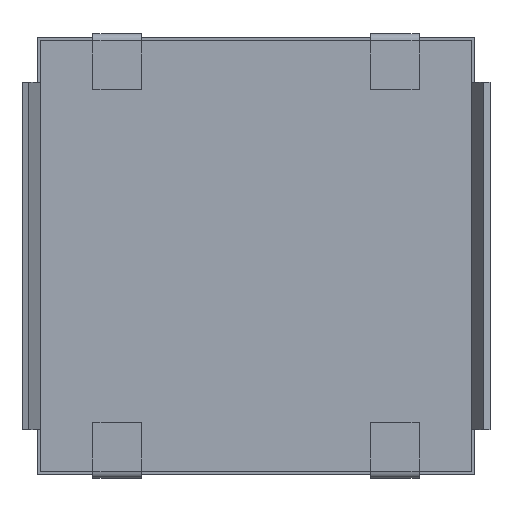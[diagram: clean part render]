
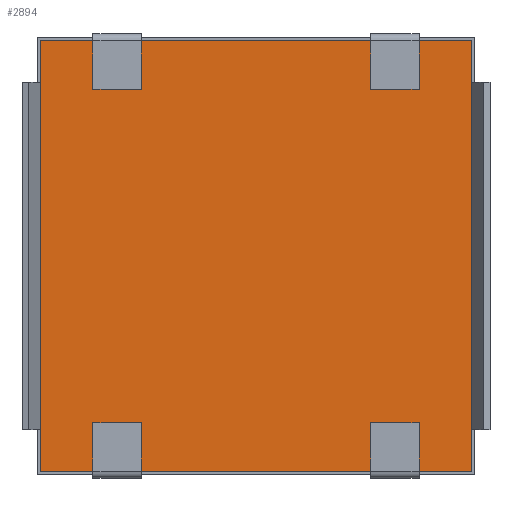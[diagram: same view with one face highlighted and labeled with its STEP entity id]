
A CAD part, front view. The second image highlights one B-rep face of the part: STEP entity #2894.
In plain terms, the highlighted planar face has unit normal (0, -1, 0).
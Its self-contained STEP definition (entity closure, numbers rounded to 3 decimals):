
#18=DIRECTION('',(0.,0.,-1.));
#19=VECTOR('',#18,0.7);
#20=CARTESIAN_POINT('',(1.65,0.,3.1));
#21=LINE('',#20,#19);
#26=DIRECTION('',(1.,0.,0.));
#27=VECTOR('',#26,0.7);
#28=CARTESIAN_POINT('',(1.65,0.,2.4));
#29=LINE('',#28,#27);
#33=DIRECTION('',(0.,0.,-1.));
#34=VECTOR('',#33,0.7);
#35=CARTESIAN_POINT('',(2.35,0.,3.1));
#36=LINE('',#35,#34);
#40=DIRECTION('',(1.,0.,0.));
#41=VECTOR('',#40,0.75);
#42=CARTESIAN_POINT('',(2.35,0.,3.1));
#43=LINE('',#42,#41);
#47=DIRECTION('',(0.,0.,-1.));
#48=VECTOR('',#47,6.2);
#49=CARTESIAN_POINT('',(3.1,0.,3.1));
#50=LINE('',#49,#48);
#54=DIRECTION('',(-1.,0.,0.));
#55=VECTOR('',#54,0.75);
#56=CARTESIAN_POINT('',(3.1,0.,-3.1));
#57=LINE('',#56,#55);
#61=DIRECTION('',(0.,0.,-1.));
#62=VECTOR('',#61,0.7);
#63=CARTESIAN_POINT('',(2.35,0.,-2.4));
#64=LINE('',#63,#62);
#68=DIRECTION('',(1.,0.,0.));
#69=VECTOR('',#68,0.7);
#70=CARTESIAN_POINT('',(1.65,0.,-2.4));
#71=LINE('',#70,#69);
#75=DIRECTION('',(0.,0.,-1.));
#76=VECTOR('',#75,0.7);
#77=CARTESIAN_POINT('',(1.65,0.,-2.4));
#78=LINE('',#77,#76);
#82=DIRECTION('',(-1.,0.,0.));
#83=VECTOR('',#82,3.3);
#84=CARTESIAN_POINT('',(1.65,0.,-3.1));
#85=LINE('',#84,#83);
#89=DIRECTION('',(0.,0.,-1.));
#90=VECTOR('',#89,0.7);
#91=CARTESIAN_POINT('',(-1.65,0.,-2.4));
#92=LINE('',#91,#90);
#96=DIRECTION('',(1.,0.,0.));
#97=VECTOR('',#96,0.7);
#98=CARTESIAN_POINT('',(-2.35,0.,-2.4));
#99=LINE('',#98,#97);
#103=DIRECTION('',(0.,0.,-1.));
#104=VECTOR('',#103,0.7);
#105=CARTESIAN_POINT('',(-2.35,0.,-2.4));
#106=LINE('',#105,#104);
#110=DIRECTION('',(-1.,0.,0.));
#111=VECTOR('',#110,0.75);
#112=CARTESIAN_POINT('',(-2.35,0.,-3.1));
#113=LINE('',#112,#111);
#117=DIRECTION('',(0.,0.,1.));
#118=VECTOR('',#117,6.2);
#119=CARTESIAN_POINT('',(-3.1,0.,-3.1));
#120=LINE('',#119,#118);
#124=DIRECTION('',(1.,0.,0.));
#125=VECTOR('',#124,0.75);
#126=CARTESIAN_POINT('',(-3.1,0.,3.1));
#127=LINE('',#126,#125);
#131=DIRECTION('',(0.,0.,-1.));
#132=VECTOR('',#131,0.7);
#133=CARTESIAN_POINT('',(-2.35,0.,3.1));
#134=LINE('',#133,#132);
#138=DIRECTION('',(1.,0.,0.));
#139=VECTOR('',#138,0.7);
#140=CARTESIAN_POINT('',(-2.35,0.,2.4));
#141=LINE('',#140,#139);
#145=DIRECTION('',(0.,0.,-1.));
#146=VECTOR('',#145,0.7);
#147=CARTESIAN_POINT('',(-1.65,0.,3.1));
#148=LINE('',#147,#146);
#152=DIRECTION('',(1.,0.,0.));
#153=VECTOR('',#152,3.3);
#154=CARTESIAN_POINT('',(-1.65,0.,3.1));
#155=LINE('',#154,#153);
#2423=CARTESIAN_POINT('',(-3.1,0.,-3.1));
#2424=CARTESIAN_POINT('',(-3.1,0.,3.1));
#2425=VERTEX_POINT('',#2423);
#2426=VERTEX_POINT('',#2424);
#2427=CARTESIAN_POINT('',(3.1,0.,3.1));
#2428=CARTESIAN_POINT('',(3.1,0.,-3.1));
#2429=VERTEX_POINT('',#2427);
#2430=VERTEX_POINT('',#2428);
#2671=CARTESIAN_POINT('',(-2.35,0.,3.1));
#2672=CARTESIAN_POINT('',(-2.35,0.,2.4));
#2673=VERTEX_POINT('',#2671);
#2674=VERTEX_POINT('',#2672);
#2675=CARTESIAN_POINT('',(-2.35,0.,-2.4));
#2676=CARTESIAN_POINT('',(-2.35,0.,-3.1));
#2677=VERTEX_POINT('',#2675);
#2678=VERTEX_POINT('',#2676);
#2679=CARTESIAN_POINT('',(-1.65,0.,3.1));
#2680=CARTESIAN_POINT('',(-1.65,0.,2.4));
#2681=VERTEX_POINT('',#2679);
#2682=VERTEX_POINT('',#2680);
#2683=CARTESIAN_POINT('',(-1.65,0.,-2.4));
#2684=CARTESIAN_POINT('',(-1.65,0.,-3.1));
#2685=VERTEX_POINT('',#2683);
#2686=VERTEX_POINT('',#2684);
#2727=CARTESIAN_POINT('',(1.65,0.,3.1));
#2728=CARTESIAN_POINT('',(1.65,0.,2.4));
#2729=VERTEX_POINT('',#2727);
#2730=VERTEX_POINT('',#2728);
#2731=CARTESIAN_POINT('',(1.65,0.,-2.4));
#2732=CARTESIAN_POINT('',(1.65,0.,-3.1));
#2733=VERTEX_POINT('',#2731);
#2734=VERTEX_POINT('',#2732);
#2735=CARTESIAN_POINT('',(2.35,0.,3.1));
#2736=CARTESIAN_POINT('',(2.35,0.,2.4));
#2737=VERTEX_POINT('',#2735);
#2738=VERTEX_POINT('',#2736);
#2739=CARTESIAN_POINT('',(2.35,0.,-2.4));
#2740=CARTESIAN_POINT('',(2.35,0.,-3.1));
#2741=VERTEX_POINT('',#2739);
#2742=VERTEX_POINT('',#2740);
#2847=CARTESIAN_POINT('',(0.,0.,0.));
#2848=DIRECTION('',(0.,1.,0.));
#2849=DIRECTION('',(1.,0.,0.));
#2850=AXIS2_PLACEMENT_3D('',#2847,#2848,#2849);
#2851=PLANE('',#2850);
#2853=ORIENTED_EDGE('',*,*,#2852,.T.);
#2855=ORIENTED_EDGE('',*,*,#2854,.T.);
#2857=ORIENTED_EDGE('',*,*,#2856,.F.);
#2859=ORIENTED_EDGE('',*,*,#2858,.T.);
#2861=ORIENTED_EDGE('',*,*,#2860,.T.);
#2863=ORIENTED_EDGE('',*,*,#2862,.T.);
#2865=ORIENTED_EDGE('',*,*,#2864,.F.);
#2867=ORIENTED_EDGE('',*,*,#2866,.F.);
#2869=ORIENTED_EDGE('',*,*,#2868,.T.);
#2871=ORIENTED_EDGE('',*,*,#2870,.T.);
#2873=ORIENTED_EDGE('',*,*,#2872,.F.);
#2875=ORIENTED_EDGE('',*,*,#2874,.F.);
#2877=ORIENTED_EDGE('',*,*,#2876,.T.);
#2879=ORIENTED_EDGE('',*,*,#2878,.T.);
#2881=ORIENTED_EDGE('',*,*,#2880,.T.);
#2883=ORIENTED_EDGE('',*,*,#2882,.T.);
#2885=ORIENTED_EDGE('',*,*,#2884,.T.);
#2887=ORIENTED_EDGE('',*,*,#2886,.T.);
#2889=ORIENTED_EDGE('',*,*,#2888,.F.);
#2891=ORIENTED_EDGE('',*,*,#2890,.T.);
#2892=EDGE_LOOP('',(#2853,#2855,#2857,#2859,#2861,#2863,#2865,#2867,#2869,#2871,
#2873,#2875,#2877,#2879,#2881,#2883,#2885,#2887,#2889,#2891));
#2893=FACE_OUTER_BOUND('',#2892,.F.);
#2894=ADVANCED_FACE('',(#2893),#2851,.F.);
#2852=EDGE_CURVE('',#2729,#2730,#21,.T.);
#2854=EDGE_CURVE('',#2730,#2738,#29,.T.);
#2856=EDGE_CURVE('',#2737,#2738,#36,.T.);
#2858=EDGE_CURVE('',#2737,#2429,#43,.T.);
#2860=EDGE_CURVE('',#2429,#2430,#50,.T.);
#2862=EDGE_CURVE('',#2430,#2742,#57,.T.);
#2864=EDGE_CURVE('',#2741,#2742,#64,.T.);
#2866=EDGE_CURVE('',#2733,#2741,#71,.T.);
#2868=EDGE_CURVE('',#2733,#2734,#78,.T.);
#2870=EDGE_CURVE('',#2734,#2686,#85,.T.);
#2872=EDGE_CURVE('',#2685,#2686,#92,.T.);
#2874=EDGE_CURVE('',#2677,#2685,#99,.T.);
#2876=EDGE_CURVE('',#2677,#2678,#106,.T.);
#2878=EDGE_CURVE('',#2678,#2425,#113,.T.);
#2880=EDGE_CURVE('',#2425,#2426,#120,.T.);
#2882=EDGE_CURVE('',#2426,#2673,#127,.T.);
#2884=EDGE_CURVE('',#2673,#2674,#134,.T.);
#2886=EDGE_CURVE('',#2674,#2682,#141,.T.);
#2888=EDGE_CURVE('',#2681,#2682,#148,.T.);
#2890=EDGE_CURVE('',#2681,#2729,#155,.T.);
